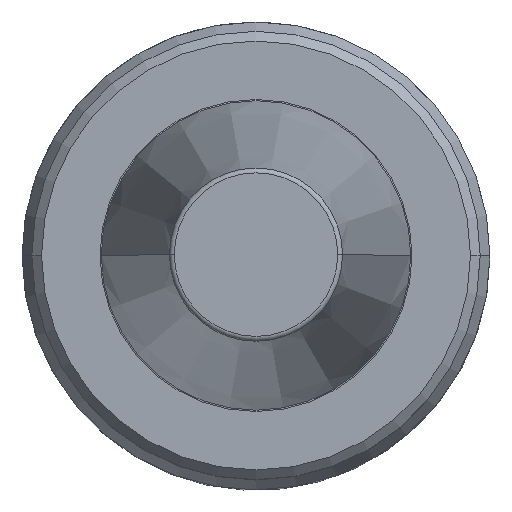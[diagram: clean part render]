
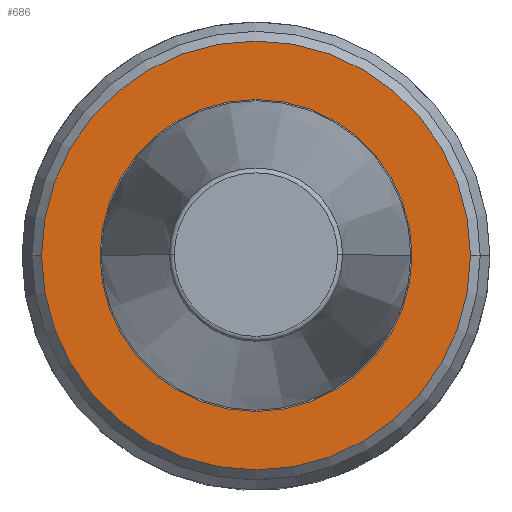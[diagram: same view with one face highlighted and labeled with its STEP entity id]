
A CAD part, top view. The second image highlights one B-rep face of the part: STEP entity #686.
In plain terms, the highlighted planar face has unit normal (0, 0, 1).
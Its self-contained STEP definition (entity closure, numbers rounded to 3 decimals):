
#15 = CARTESIAN_POINT ( 'NONE',  ( -17.348, -10.351, 27.987 ) ) ;
#131 = CIRCLE ( 'NONE', #233, 22. ) ;
#133 = FACE_BOUND ( 'NONE', #1989, .T. ) ;
#228 = AXIS2_PLACEMENT_3D ( 'NONE', #697, #2007, #804 ) ;
#233 = AXIS2_PLACEMENT_3D ( 'NONE', #15, #1166, #953 ) ;
#255 = EDGE_LOOP ( 'NONE', ( #1576, #1487 ) ) ;
#265 = CARTESIAN_POINT ( 'NONE',  ( -17.348, -10.351, 27.987 ) ) ;
#332 = PLANE ( 'NONE',  #1510 ) ;
#402 = VERTEX_POINT ( 'NONE', #1003 ) ;
#414 = EDGE_CURVE ( 'NONE', #1514, #1222, #131, .T. ) ;
#542 = AXIS2_PLACEMENT_3D ( 'NONE', #867, #2069, #1042 ) ;
#686 = ADVANCED_FACE ( 'NONE', ( #133, #1921 ), #332, .F. ) ;
#697 = CARTESIAN_POINT ( 'NONE',  ( -17.348, -10.351, 27.987 ) ) ;
#755 = DIRECTION ( 'NONE',  ( 1., 0., 0. ) ) ;
#782 = EDGE_CURVE ( 'NONE', #402, #1625, #1368, .T. ) ;
#804 = DIRECTION ( 'NONE',  ( 1., 0., 0. ) ) ;
#827 = EDGE_CURVE ( 'NONE', #1625, #402, #1554, .T. ) ;
#849 = DIRECTION ( 'NONE',  ( -1., 0., 0. ) ) ;
#867 = CARTESIAN_POINT ( 'NONE',  ( -17.348, -10.351, 27.987 ) ) ;
#953 = DIRECTION ( 'NONE',  ( 1., 0., 0. ) ) ;
#1003 = CARTESIAN_POINT ( 'NONE',  ( -1.348, -10.351, 27.987 ) ) ;
#1042 = DIRECTION ( 'NONE',  ( 1., 0., 0. ) ) ;
#1166 = DIRECTION ( 'NONE',  ( 0., 0., 1. ) ) ;
#1222 = VERTEX_POINT ( 'NONE', #1715 ) ;
#1346 = DIRECTION ( 'NONE',  ( 0., 0., -1. ) ) ;
#1368 = CIRCLE ( 'NONE', #1973, 16. ) ;
#1420 = CARTESIAN_POINT ( 'NONE',  ( -33.348, -10.351, 27.987 ) ) ;
#1481 = ORIENTED_EDGE ( 'NONE', *, *, #782, .F. ) ;
#1487 = ORIENTED_EDGE ( 'NONE', *, *, #414, .T. ) ;
#1504 = EDGE_CURVE ( 'NONE', #1222, #1514, #1768, .T. ) ;
#1510 = AXIS2_PLACEMENT_3D ( 'NONE', #1706, #1346, #849 ) ;
#1514 = VERTEX_POINT ( 'NONE', #1562 ) ;
#1554 = CIRCLE ( 'NONE', #228, 16. ) ;
#1562 = CARTESIAN_POINT ( 'NONE',  ( 4.652, -10.351, 27.987 ) ) ;
#1576 = ORIENTED_EDGE ( 'NONE', *, *, #1504, .T. ) ;
#1625 = VERTEX_POINT ( 'NONE', #1420 ) ;
#1706 = CARTESIAN_POINT ( 'NONE',  ( -17.348, 11.649, 27.987 ) ) ;
#1715 = CARTESIAN_POINT ( 'NONE',  ( -39.348, -10.351, 27.987 ) ) ;
#1768 = CIRCLE ( 'NONE', #542, 22. ) ;
#1921 = FACE_OUTER_BOUND ( 'NONE', #255, .T. ) ;
#1973 = AXIS2_PLACEMENT_3D ( 'NONE', #265, #2125, #755 ) ;
#1989 = EDGE_LOOP ( 'NONE', ( #1481, #1999 ) ) ;
#1999 = ORIENTED_EDGE ( 'NONE', *, *, #827, .F. ) ;
#2007 = DIRECTION ( 'NONE',  ( 0., 0., 1. ) ) ;
#2069 = DIRECTION ( 'NONE',  ( 0., 0., 1. ) ) ;
#2125 = DIRECTION ( 'NONE',  ( 0., 0., 1. ) ) ;
